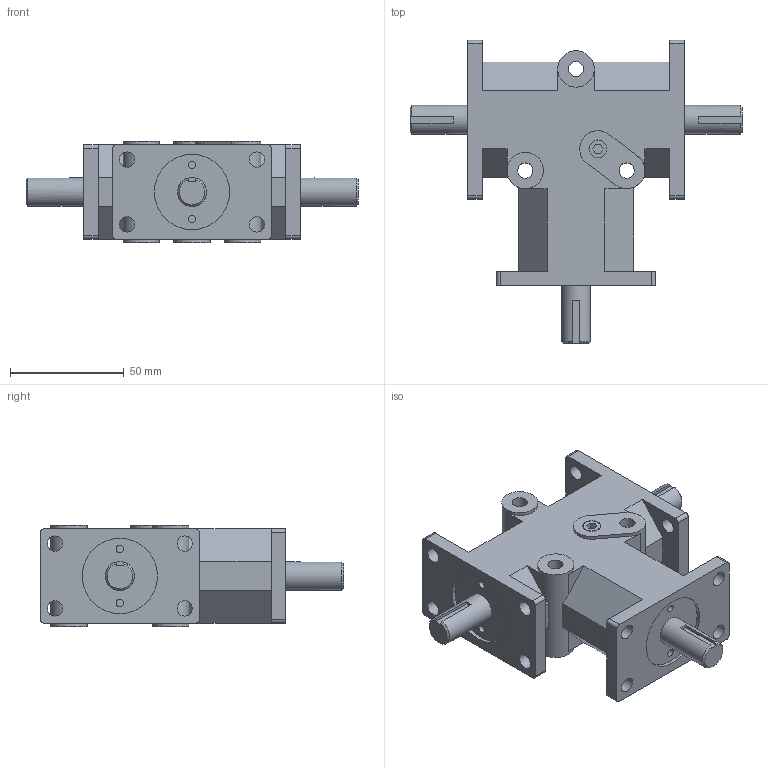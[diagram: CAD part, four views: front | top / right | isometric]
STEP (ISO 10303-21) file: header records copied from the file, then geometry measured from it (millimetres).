
FILE_DESCRIPTION(/* description */ (''),/* implementation_level */ '2;1');
FILE_NAME(/* name */ '26.step',/* time_stamp */ '2021-01-11T09:53:05-05:00',/* author */ (''),/* organization */ (''),/* preprocessor_version */ 'ST-DEVELOPER v18.1',/* originating_system */ 'Autodesk Translation Framework v9.7.1.1290',/* authorisation */ '');
FILE_SCHEMA (('AUTOMOTIVE_DESIGN { 1 0 10303 214 3 1 1 }'));
Length unit declared in the file: inch
Products named in the file (1): (Unsaved)
Bounding box: 146.05 x 133.35 x 44.45 mm (x, y, z)
Volume: 289780.4 mm3; surface area: 43548.6 mm2
Topology: 1 solids, 1 shells, 135 faces, 352 edges, 233 vertices
Faces by surface type: plane 87, cylinder 44, cone 4
Full cylindrical faces by diameter (mm): 3.251 x6, 6.731 x15, 7.874 x1, 12.7 x3, 16.002 x3, 33.122 x3
Entity records: 4253 total; most frequent: DIRECTION 736, CARTESIAN_POINT 733, ORIENTED_EDGE 704, EDGE_CURVE 352, AXIS2_PLACEMENT_3D 254, VERTEX_POINT 233, LINE 228, VECTOR 228
